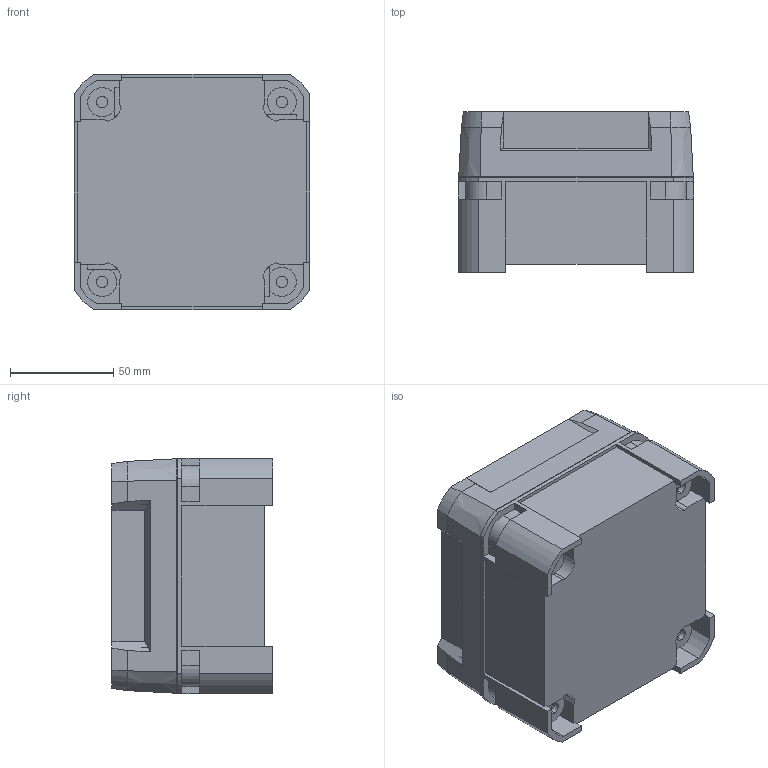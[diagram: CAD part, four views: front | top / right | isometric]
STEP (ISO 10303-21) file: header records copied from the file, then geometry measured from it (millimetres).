
FILE_DESCRIPTION (( 'STEP AP214' ), '1' );
FILE_NAME ('2005528.stp', '2018-05-28T06:46:54', ( '' ), ( '' ), 'SwSTEP 2.0', 'SolidWorks 2016', '' );
FILE_SCHEMA (( 'AUTOMOTIVE_DESIGN' ));
Length unit declared in the file: millimetre
Products named in the file (9): 050459_Standard; 076800_X04BC-0; 2005528; 116133_55; 110747_X04; ED170-04-02_Standard; 087700_Standard; 113227_Standard; P_0000011421_1_Standard
Assembly tree (13 placements, depth 3):
  2005528
    076800_X04BC-0
    113227_Standard
      050459_Standard
      P_0000011421_1_Standard
    087700_Standard  x4
    ED170-04-02_Standard  x2
    110747_X04
    116133_55  x2
Bounding box: 114.3 x 78.11 x 114.3 mm (x, y, z)
Volume: 206392.9 mm3; surface area: 173419 mm2
Topology: 12 solids, 12 shells, 1122 faces, 2825 edges, 1744 vertices
Faces by surface type: plane 601, cylinder 183, cone 162, torus 160, bspline 16
Entity records: 31105 total; most frequent: CARTESIAN_POINT 5874, DIRECTION 5269, ORIENTED_EDGE 5026, EDGE_CURVE 2513, AXIS2_PLACEMENT_3D 1873, VERTEX_POINT 1536, LINE 1523, VECTOR 1523
